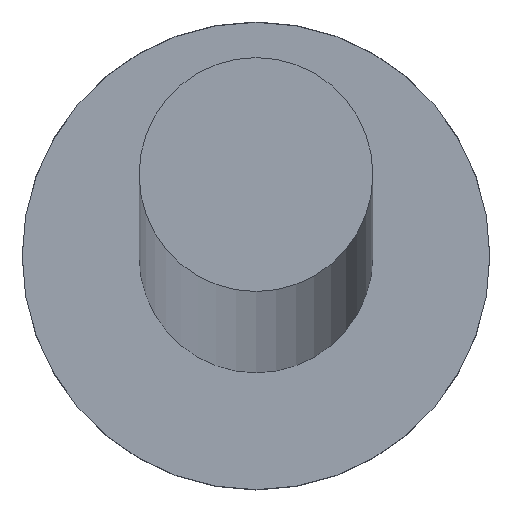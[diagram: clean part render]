
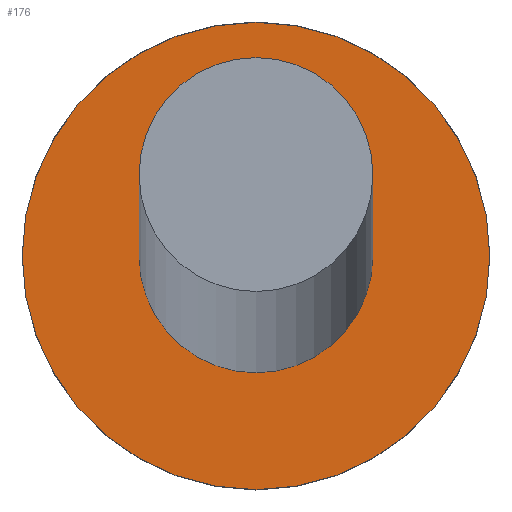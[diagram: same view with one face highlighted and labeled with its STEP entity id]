
A CAD part, top view. The second image highlights one B-rep face of the part: STEP entity #176.
In plain terms, the highlighted planar face has unit normal (0, 0, 1).
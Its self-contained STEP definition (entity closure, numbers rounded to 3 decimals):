
#4 = AXIS2_PLACEMENT_3D ( 'NONE', #110, #31, #109 ) ;
#21 = CIRCLE ( 'NONE', #50, 2. ) ;
#30 = CARTESIAN_POINT ( 'NONE',  ( -4., 0., 3. ) ) ;
#31 = DIRECTION ( 'NONE',  ( 0., 0., 1. ) ) ;
#35 = DIRECTION ( 'NONE',  ( 1., 0., 0. ) ) ;
#50 = AXIS2_PLACEMENT_3D ( 'NONE', #130, #154, #213 ) ;
#53 = CARTESIAN_POINT ( 'NONE',  ( 0., 0., 3. ) ) ;
#59 = ORIENTED_EDGE ( 'NONE', *, *, #252, .F. ) ;
#61 = CIRCLE ( 'NONE', #145, 4. ) ;
#63 = ORIENTED_EDGE ( 'NONE', *, *, #153, .T. ) ;
#76 = CARTESIAN_POINT ( 'NONE',  ( 4., 0., 3. ) ) ;
#83 = DIRECTION ( 'NONE',  ( 0., 0., 1. ) ) ;
#86 = ORIENTED_EDGE ( 'NONE', *, *, #165, .F. ) ;
#92 = DIRECTION ( 'NONE',  ( 0., 0., 1. ) ) ;
#98 = DIRECTION ( 'NONE',  ( 1., 0., 0. ) ) ;
#104 = EDGE_LOOP ( 'NONE', ( #59, #86 ) ) ;
#109 = DIRECTION ( 'NONE',  ( 1., 0., 0. ) ) ;
#110 = CARTESIAN_POINT ( 'NONE',  ( 0., 0., 3. ) ) ;
#112 = CARTESIAN_POINT ( 'NONE',  ( 0., 0., 3. ) ) ;
#118 = CIRCLE ( 'NONE', #122, 2. ) ;
#122 = AXIS2_PLACEMENT_3D ( 'NONE', #180, #83, #98 ) ;
#125 = ORIENTED_EDGE ( 'NONE', *, *, #203, .T. ) ;
#130 = CARTESIAN_POINT ( 'NONE',  ( 0., 0., 3. ) ) ;
#134 = CARTESIAN_POINT ( 'NONE',  ( -2., 0., 3. ) ) ;
#145 = AXIS2_PLACEMENT_3D ( 'NONE', #112, #92, #170 ) ;
#146 = VERTEX_POINT ( 'NONE', #30 ) ;
#147 = VERTEX_POINT ( 'NONE', #134 ) ;
#148 = CARTESIAN_POINT ( 'NONE',  ( 2., 0., 3. ) ) ;
#153 = EDGE_CURVE ( 'NONE', #244, #146, #197, .T. ) ;
#154 = DIRECTION ( 'NONE',  ( 0., 0., 1. ) ) ;
#165 = EDGE_CURVE ( 'NONE', #206, #147, #21, .T. ) ;
#170 = DIRECTION ( 'NONE',  ( 1., 0., 0. ) ) ;
#175 = FACE_BOUND ( 'NONE', #104, .T. ) ;
#176 = ADVANCED_FACE ( 'NONE', ( #175, #254 ), #236, .T. ) ;
#180 = CARTESIAN_POINT ( 'NONE',  ( 0., 0., 3. ) ) ;
#195 = AXIS2_PLACEMENT_3D ( 'NONE', #53, #214, #35 ) ;
#197 = CIRCLE ( 'NONE', #4, 4. ) ;
#203 = EDGE_CURVE ( 'NONE', #146, #244, #61, .T. ) ;
#205 = EDGE_LOOP ( 'NONE', ( #125, #63 ) ) ;
#206 = VERTEX_POINT ( 'NONE', #148 ) ;
#213 = DIRECTION ( 'NONE',  ( 1., 0., 0. ) ) ;
#214 = DIRECTION ( 'NONE',  ( 0., 0., 1. ) ) ;
#236 = PLANE ( 'NONE',  #195 ) ;
#244 = VERTEX_POINT ( 'NONE', #76 ) ;
#252 = EDGE_CURVE ( 'NONE', #147, #206, #118, .T. ) ;
#254 = FACE_OUTER_BOUND ( 'NONE', #205, .T. ) ;
